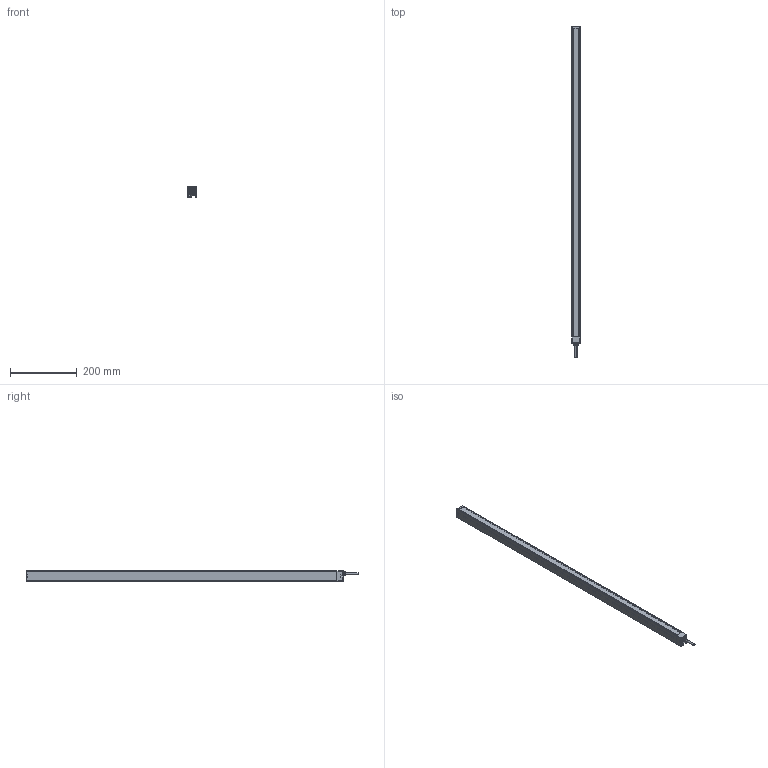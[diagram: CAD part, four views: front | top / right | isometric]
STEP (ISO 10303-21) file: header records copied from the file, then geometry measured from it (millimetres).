
FILE_DESCRIPTION((''),'2;1');
FILE_NAME('158553_SW','2012-12-03T',('banengservice'),('BANNER ENGINEERING'),'PRO/ENGINEER BY PARAMETRIC TECHNOLOGY CORPORATION, 2009141','PRO/ENGINEER BY PARAMETRIC TECHNOLOGY CORPORATION, 2009141','');
FILE_SCHEMA(('CONFIG_CONTROL_DESIGN'));
Length unit declared in the file: inch
Products named in the file (1): 158553_SW
Bounding box: 25.4 x 997.89 x 31.75 mm (x, y, z)
Volume: 226755.4 mm3; surface area: 261505.4 mm2
Topology: 3 solids, 3 shells, 728 faces, 1958 edges, 1235 vertices
Faces by surface type: plane 433, cylinder 227, torus 47, cone 11, bspline 6, sphere 4
Entity records: 23431 total; most frequent: CARTESIAN_POINT 4796, DIRECTION 3924, ORIENTED_EDGE 3916, EDGE_CURVE 1958, VECTOR 1340, LINE 1340, AXIS2_PLACEMENT_3D 1292, VERTEX_POINT 1235
